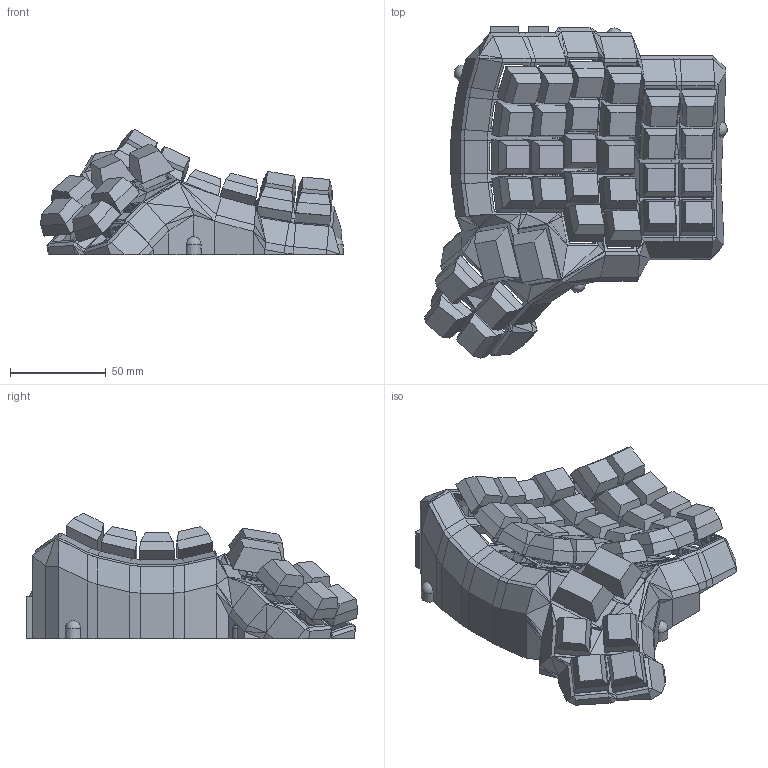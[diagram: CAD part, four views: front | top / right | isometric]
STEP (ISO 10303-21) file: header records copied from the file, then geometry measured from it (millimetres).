
FILE_DESCRIPTION(('Open CASCADE Model'),'2;1');
FILE_NAME('Open CASCADE Shape Model','2020-10-26T16:44:59',('Author'),( 'Open CASCADE'),'Open CASCADE STEP processor 7.4','Open CASCADE 7.4' ,'Unknown');
FILE_SCHEMA(('AUTOMOTIVE_DESIGN { 1 0 10303 214 1 1 1 1 }'));
Length unit declared in the file: millimetre
Products named in the file (34): Open CASCADE STEP translator 7.4 1; Open CASCADE STEP translator 7.4 1.1; Open CASCADE STEP translator 7.4 1.2; Open CASCADE STEP translator 7.4 1.3; Open CASCADE STEP translator 7.4 1.4; Open CASCADE STEP translator 7.4 1.5; Open CASCADE STEP translator 7.4 1.6; Open CASCADE STEP translator 7.4 1.7; Open CASCADE STEP translator 7.4 1.8; Open CASCADE STEP translator 7.4 1.9; Open CASCADE STEP translator 7.4 1.10; Open CASCADE STEP translator 7.4 1.11; Open CASCADE STEP translator 7.4 1.12; Open CASCADE STEP translator 7.4 1.13; Open CASCADE STEP translator 7.4 1.14; Open CASCADE STEP translator 7.4 1.15; Open CASCADE STEP translator 7.4 1.16; Open CASCADE STEP translator 7.4 1.17; Open CASCADE STEP translator 7.4 1.18; Open CASCADE STEP translator 7.4 1.19; Open CASCADE STEP translator 7.4 1.20; Open CASCADE STEP translator 7.4 1.21; Open CASCADE STEP translator 7.4 1.22; Open CASCADE STEP translator 7.4 1.23; Open CASCADE STEP translator 7.4 1.24; Open CASCADE STEP translator 7.4 1.25; Open CASCADE STEP translator 7.4 1.26; Open CASCADE STEP translator 7.4 1.27; Open CASCADE STEP translator 7.4 1.28; Open CASCADE STEP translator 7.4 1.29; Open CASCADE STEP translator 7.4 1.30; Open CASCADE STEP translator 7.4 1.31; Open CASCADE STEP translator 7.4 1.32; Open CASCADE STEP translator 7.4 1.33
Assembly tree (33 placements, depth 2):
  Open CASCADE STEP translator 7.4 1
    Open CASCADE STEP translator 7.4 1.1
    Open CASCADE STEP translator 7.4 1.2
    Open CASCADE STEP translator 7.4 1.3
    Open CASCADE STEP translator 7.4 1.4
    Open CASCADE STEP translator 7.4 1.5
    Open CASCADE STEP translator 7.4 1.6
    Open CASCADE STEP translator 7.4 1.7
    Open CASCADE STEP translator 7.4 1.8
    Open CASCADE STEP translator 7.4 1.9
    Open CASCADE STEP translator 7.4 1.10
    Open CASCADE STEP translator 7.4 1.11
    Open CASCADE STEP translator 7.4 1.12
    Open CASCADE STEP translator 7.4 1.13
    Open CASCADE STEP translator 7.4 1.14
    Open CASCADE STEP translator 7.4 1.15
    Open CASCADE STEP translator 7.4 1.16
    Open CASCADE STEP translator 7.4 1.17
    Open CASCADE STEP translator 7.4 1.18
    Open CASCADE STEP translator 7.4 1.19
    Open CASCADE STEP translator 7.4 1.20
    Open CASCADE STEP translator 7.4 1.21
    Open CASCADE STEP translator 7.4 1.22
    Open CASCADE STEP translator 7.4 1.23
    Open CASCADE STEP translator 7.4 1.24
    Open CASCADE STEP translator 7.4 1.25
    Open CASCADE STEP translator 7.4 1.26
    Open CASCADE STEP translator 7.4 1.27
    Open CASCADE STEP translator 7.4 1.28
    Open CASCADE STEP translator 7.4 1.29
    Open CASCADE STEP translator 7.4 1.30
    Open CASCADE STEP translator 7.4 1.31
    Open CASCADE STEP translator 7.4 1.32
    Open CASCADE STEP translator 7.4 1.33
Bounding box: 157.59 x 173.01 x 65.5 mm (x, y, z)
Volume: 105906.2 mm3; surface area: 107656.1 mm2
Topology: 32 solids, 34 shells, 1728 faces, 3766 edges, 2103 vertices
Faces by surface type: plane 1634, cylinder 64, sphere 15, cone 15
Entity records: 94204 total; most frequent: CARTESIAN_POINT 16989, DIRECTION 14069, LINE 10011, VECTOR 10011, ORIENTED_EDGE 7514, PCURVE 7512, DEFINITIONAL_REPRESENTATION 7512, EDGE_CURVE 3758
